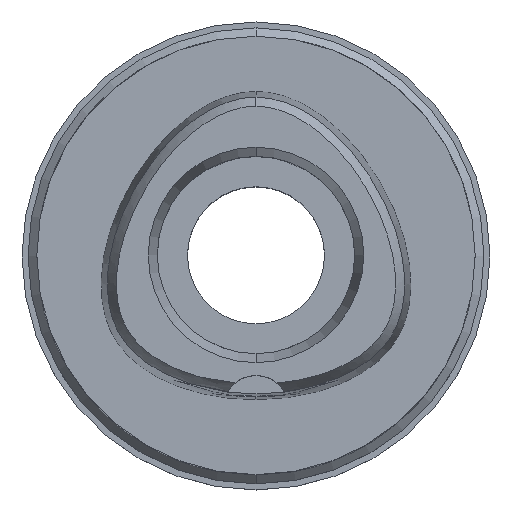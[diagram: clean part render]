
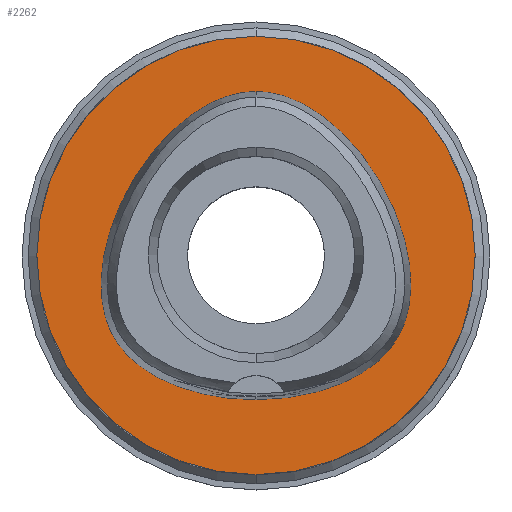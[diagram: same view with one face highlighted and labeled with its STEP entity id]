
A CAD part, top view. The second image highlights one B-rep face of the part: STEP entity #2262.
In plain terms, the highlighted planar face has unit normal (0, 0, 1).
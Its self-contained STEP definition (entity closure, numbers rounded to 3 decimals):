
#315=CARTESIAN_POINT('',(0.,0.,0.));
#316=DIRECTION('',(0.,0.,-1.));
#317=DIRECTION('',(0.,-1.,0.));
#318=AXIS2_PLACEMENT_3D('',#315,#316,#317);
#323=CARTESIAN_POINT('',(0.,0.,0.));
#324=DIRECTION('',(0.,0.,-1.));
#325=DIRECTION('',(0.,1.,0.));
#326=AXIS2_PLACEMENT_3D('',#323,#324,#325);
#331=CARTESIAN_POINT('',(0.,-13.163,0.));
#332=CARTESIAN_POINT('',(0.57,-13.163,0.));
#333=CARTESIAN_POINT('',(1.691,-13.121,
0.));
#334=CARTESIAN_POINT('',(3.338,-12.936,
0.));
#335=CARTESIAN_POINT('',(4.884,-12.641,
0.));
#336=CARTESIAN_POINT('',(6.303,-12.256,0.));
#337=CARTESIAN_POINT('',(7.576,-11.799,0.));
#338=CARTESIAN_POINT('',(8.7,-11.289,0.));
#339=CARTESIAN_POINT('',(9.681,-10.741,0.));
#340=CARTESIAN_POINT('',(10.528,-10.166,0.));
#341=CARTESIAN_POINT('',(11.256,-9.571,0.));
#342=CARTESIAN_POINT('',(11.876,-8.961,0.));
#343=CARTESIAN_POINT('',(12.4,-8.339,0.));
#344=CARTESIAN_POINT('',(12.84,-7.703,0.));
#345=CARTESIAN_POINT('',(13.209,-7.039,0.));
#346=CARTESIAN_POINT('',(13.521,-6.322,0.));
#347=CARTESIAN_POINT('',(13.779,-5.531,0.));
#348=CARTESIAN_POINT('',(13.975,-4.662,0.));
#349=CARTESIAN_POINT('',(14.102,-3.703,0.));
#350=CARTESIAN_POINT('',(14.148,-2.648,0.));
#351=CARTESIAN_POINT('',(14.099,-1.489,0.));
#352=CARTESIAN_POINT('',(13.939,-0.225,0.));
#353=CARTESIAN_POINT('',(13.654,1.139,0.));
#354=CARTESIAN_POINT('',(13.231,2.586,0.));
#355=CARTESIAN_POINT('',(12.664,4.088,0.));
#356=CARTESIAN_POINT('',(11.956,5.605,0.));
#357=CARTESIAN_POINT('',(11.124,7.087,0.));
#358=CARTESIAN_POINT('',(10.191,8.492,0.));
#359=CARTESIAN_POINT('',(9.188,9.779,0.));
#360=CARTESIAN_POINT('',(8.151,10.92,0.));
#361=CARTESIAN_POINT('',(7.109,11.901,0.));
#362=CARTESIAN_POINT('',(6.085,12.722,0.));
#363=CARTESIAN_POINT('',(5.094,13.39,0.));
#364=CARTESIAN_POINT('',(4.143,13.92,0.));
#365=CARTESIAN_POINT('',(3.236,14.326,0.));
#366=CARTESIAN_POINT('',(2.372,14.623,
0.));
#367=CARTESIAN_POINT('',(1.547,14.824,0.));
#368=CARTESIAN_POINT('',(0.757,14.939,
0.));
#369=CARTESIAN_POINT('',(0.249,14.963,
0.));
#370=CARTESIAN_POINT('',(0.,14.963,
0.));
#375=CARTESIAN_POINT('',(0.,14.963,
0.));
#376=CARTESIAN_POINT('',(-0.249,14.963,
0.));
#377=CARTESIAN_POINT('',(-0.757,14.939,
0.));
#378=CARTESIAN_POINT('',(-1.547,14.824,
0.));
#379=CARTESIAN_POINT('',(-2.372,14.623,
0.));
#380=CARTESIAN_POINT('',(-3.236,14.326,0.));
#381=CARTESIAN_POINT('',(-4.143,13.92,0.));
#382=CARTESIAN_POINT('',(-5.094,13.39,0.));
#383=CARTESIAN_POINT('',(-6.085,12.722,0.));
#384=CARTESIAN_POINT('',(-7.109,11.901,0.));
#385=CARTESIAN_POINT('',(-8.151,10.921,0.));
#386=CARTESIAN_POINT('',(-9.188,9.78,0.));
#387=CARTESIAN_POINT('',(-10.19,8.492,0.));
#388=CARTESIAN_POINT('',(-11.123,7.087,0.));
#389=CARTESIAN_POINT('',(-11.955,5.606,0.));
#390=CARTESIAN_POINT('',(-12.663,4.089,0.));
#391=CARTESIAN_POINT('',(-13.231,2.587,0.));
#392=CARTESIAN_POINT('',(-13.654,1.141,0.));
#393=CARTESIAN_POINT('',(-13.939,-0.223,0.));
#394=CARTESIAN_POINT('',(-14.099,-1.487,0.));
#395=CARTESIAN_POINT('',(-14.148,-2.646,0.));
#396=CARTESIAN_POINT('',(-14.102,-3.701,0.));
#397=CARTESIAN_POINT('',(-13.976,-4.659,0.));
#398=CARTESIAN_POINT('',(-13.78,-5.529,0.));
#399=CARTESIAN_POINT('',(-13.522,-6.319,0.));
#400=CARTESIAN_POINT('',(-13.209,-7.038,0.));
#401=CARTESIAN_POINT('',(-12.84,-7.704,0.));
#402=CARTESIAN_POINT('',(-12.401,-8.339,0.));
#403=CARTESIAN_POINT('',(-11.877,-8.961,0.));
#404=CARTESIAN_POINT('',(-11.256,-9.571,0.));
#405=CARTESIAN_POINT('',(-10.529,-10.165,0.));
#406=CARTESIAN_POINT('',(-9.682,-10.74,0.));
#407=CARTESIAN_POINT('',(-8.701,-11.289,0.));
#408=CARTESIAN_POINT('',(-7.577,-11.799,0.));
#409=CARTESIAN_POINT('',(-6.304,-12.256,0.));
#410=CARTESIAN_POINT('',(-4.885,-12.641,
0.));
#411=CARTESIAN_POINT('',(-3.338,-12.936,
0.));
#412=CARTESIAN_POINT('',(-1.691,-13.121,
0.));
#413=CARTESIAN_POINT('',(-0.57,-13.163,0.));
#414=CARTESIAN_POINT('',(0.,-13.163,0.));
#1519=VERTEX_POINT('',#375);
#1520=VERTEX_POINT('',#414);
#1525=CARTESIAN_POINT('',(0.,-20.,0.));
#1526=CARTESIAN_POINT('',(0.,20.,0.));
#1527=VERTEX_POINT('',#1525);
#1528=VERTEX_POINT('',#1526);
#2246=CARTESIAN_POINT('',(0.,0.,0.));
#2247=DIRECTION('',(0.,0.,-1.));
#2248=DIRECTION('',(0.,-1.,0.));
#2249=AXIS2_PLACEMENT_3D('',#2246,#2247,#2248);
#2250=PLANE('',#2249);
#2252=ORIENTED_EDGE('',*,*,#2251,.T.);
#2254=ORIENTED_EDGE('',*,*,#2253,.T.);
#2255=EDGE_LOOP('',(#2252,#2254));
#2256=FACE_OUTER_BOUND('',#2255,.F.);
#2258=ORIENTED_EDGE('',*,*,#2257,.T.);
#2259=ORIENTED_EDGE('',*,*,#2229,.T.);
#2260=EDGE_LOOP('',(#2258,#2259));
#2261=FACE_BOUND('',#2260,.F.);
#319=CIRCLE('',#318,20.);
#327=CIRCLE('',#326,20.);
#371=B_SPLINE_CURVE_WITH_KNOTS('',3,(#331,#332,#333,#334,#335,#336,#337,#338,
#339,#340,#341,#342,#343,#344,#345,#346,#347,#348,#349,#350,#351,#352,#353,#354,
#355,#356,#357,#358,#359,#360,#361,#362,#363,#364,#365,#366,#367,#368,#369,
#370),.UNSPECIFIED.,.F.,.F.,(4,1,1,1,1,1,1,1,1,1,1,1,1,1,1,1,1,1,1,1,1,1,1,1,1,
1,1,1,1,1,1,1,1,1,1,1,1,4),(0.,0.027,0.054,
0.081,0.108,0.135,0.162,
0.189,0.216,0.243,0.27,
0.297,0.324,0.351,0.378,
0.405,0.432,0.459,0.486,
0.514,0.541,0.568,0.595,
0.622,0.649,0.676,0.703,
0.73,0.757,0.784,0.811,
0.838,0.865,0.892,0.919,
0.946,0.973,1.),.UNSPECIFIED.);
#415=B_SPLINE_CURVE_WITH_KNOTS('',3,(#375,#376,#377,#378,#379,#380,#381,#382,
#383,#384,#385,#386,#387,#388,#389,#390,#391,#392,#393,#394,#395,#396,#397,#398,
#399,#400,#401,#402,#403,#404,#405,#406,#407,#408,#409,#410,#411,#412,#413,
#414),.UNSPECIFIED.,.F.,.F.,(4,1,1,1,1,1,1,1,1,1,1,1,1,1,1,1,1,1,1,1,1,1,1,1,1,
1,1,1,1,1,1,1,1,1,1,1,1,4),(0.,0.027,0.054,
0.081,0.108,0.135,0.162,
0.189,0.216,0.243,0.27,
0.297,0.324,0.351,0.378,
0.405,0.432,0.459,0.486,
0.514,0.541,0.568,0.595,
0.622,0.649,0.676,0.703,
0.73,0.757,0.784,0.811,
0.838,0.865,0.892,0.919,
0.946,0.973,1.),.UNSPECIFIED.);
#2229=EDGE_CURVE('',#1519,#1520,#415,.T.);
#2251=EDGE_CURVE('',#1527,#1528,#319,.T.);
#2253=EDGE_CURVE('',#1528,#1527,#327,.T.);
#2257=EDGE_CURVE('',#1520,#1519,#371,.T.);
#2262=ADVANCED_FACE('',(#2256,#2261),#2250,.F.);
